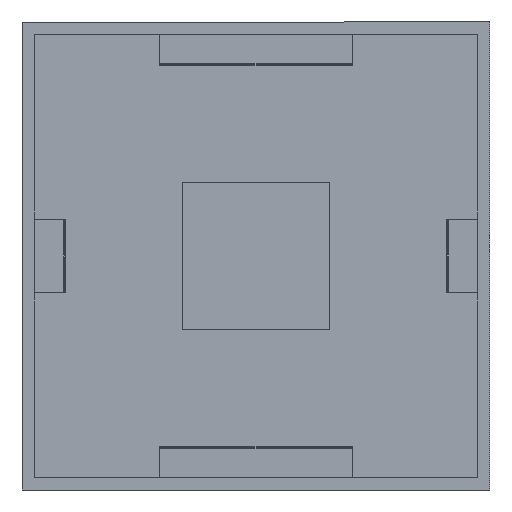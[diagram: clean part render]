
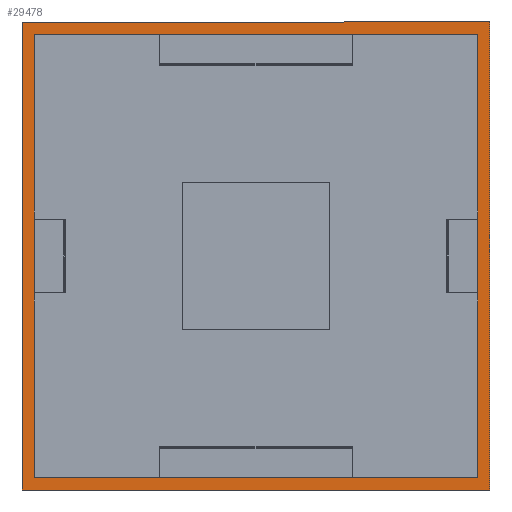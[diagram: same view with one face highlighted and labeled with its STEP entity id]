
A CAD part, front view. The second image highlights one B-rep face of the part: STEP entity #29478.
In plain terms, the highlighted planar face has unit normal (0, -1, 0).
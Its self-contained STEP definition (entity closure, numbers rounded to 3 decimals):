
#77 = VECTOR ( 'NONE', #34258, 1000. ) ;
#306 = CARTESIAN_POINT ( 'NONE',  ( 316.5, 1213., 316.5 ) ) ;
#664 = VECTOR ( 'NONE', #726, 1000. ) ;
#678 = DIRECTION ( 'NONE',  ( 0., 0., -1. ) ) ;
#726 = DIRECTION ( 'NONE',  ( 1., 0., 0. ) ) ;
#1519 = CARTESIAN_POINT ( 'NONE',  ( -269.834, 1213., -267.834 ) ) ;
#1845 = AXIS2_PLACEMENT_3D ( 'NONE', #21467, #34645, #7717 ) ;
#2295 = CARTESIAN_POINT ( 'NONE',  ( 269.834, 1213., 267.834 ) ) ;
#2368 = LINE ( 'NONE', #34061, #19161 ) ;
#2690 = VECTOR ( 'NONE', #15566, 1000. ) ;
#2707 = FACE_OUTER_BOUND ( 'NONE', #33399, .T. ) ;
#4117 = VERTEX_POINT ( 'NONE', #23442 ) ;
#5041 = EDGE_CURVE ( 'NONE', #10634, #20370, #32367, .T. ) ;
#5457 = EDGE_CURVE ( 'NONE', #28995, #13008, #30067, .T. ) ;
#5465 = CARTESIAN_POINT ( 'NONE',  ( 316.5, 1213., 316.5 ) ) ;
#5571 = EDGE_CURVE ( 'NONE', #20370, #14707, #28189, .T. ) ;
#6229 = EDGE_CURVE ( 'NONE', #14707, #4117, #2368, .T. ) ;
#6810 = EDGE_CURVE ( 'NONE', #4117, #10634, #30208, .T. ) ;
#7717 = DIRECTION ( 'NONE',  ( -1., 0., 0. ) ) ;
#9216 = CARTESIAN_POINT ( 'NONE',  ( -269.834, 1213., 316.5 ) ) ;
#9543 = DIRECTION ( 'NONE',  ( 0., 0., -1. ) ) ;
#10132 = PLANE ( 'NONE',  #1845 ) ;
#10634 = VERTEX_POINT ( 'NONE', #29702 ) ;
#11337 = ORIENTED_EDGE ( 'NONE', *, *, #5041, .F. ) ;
#11435 = ORIENTED_EDGE ( 'NONE', *, *, #24461, .F. ) ;
#12535 = CARTESIAN_POINT ( 'NONE',  ( -316.5, 1213., 267.834 ) ) ;
#12774 = CARTESIAN_POINT ( 'NONE',  ( 316.5, 1213., -316.5 ) ) ;
#12856 = DIRECTION ( 'NONE',  ( 1., 0., 0. ) ) ;
#13008 = VERTEX_POINT ( 'NONE', #2295 ) ;
#13148 = ORIENTED_EDGE ( 'NONE', *, *, #26339, .F. ) ;
#13172 = VERTEX_POINT ( 'NONE', #1519 ) ;
#13558 = ORIENTED_EDGE ( 'NONE', *, *, #6810, .F. ) ;
#14689 = ORIENTED_EDGE ( 'NONE', *, *, #5571, .F. ) ;
#14707 = VERTEX_POINT ( 'NONE', #306 ) ;
#14760 = VECTOR ( 'NONE', #17104, 1000. ) ;
#15015 = LINE ( 'NONE', #9216, #15438 ) ;
#15438 = VECTOR ( 'NONE', #678, 1000. ) ;
#15566 = DIRECTION ( 'NONE',  ( -1., 0., 0. ) ) ;
#16046 = FACE_BOUND ( 'NONE', #32662, .T. ) ;
#17104 = DIRECTION ( 'NONE',  ( 0., 0., 1. ) ) ;
#18614 = DIRECTION ( 'NONE',  ( 0., 0., 1. ) ) ;
#19161 = VECTOR ( 'NONE', #9543, 1000. ) ;
#19224 = ORIENTED_EDGE ( 'NONE', *, *, #23628, .F. ) ;
#19878 = CARTESIAN_POINT ( 'NONE',  ( 269.834, 1213., -267.834 ) ) ;
#20370 = VERTEX_POINT ( 'NONE', #33043 ) ;
#20572 = ORIENTED_EDGE ( 'NONE', *, *, #6229, .F. ) ;
#21467 = CARTESIAN_POINT ( 'NONE',  ( -316.5, 1213., 316.5 ) ) ;
#23442 = CARTESIAN_POINT ( 'NONE',  ( 316.5, 1213., -316.5 ) ) ;
#23628 = EDGE_CURVE ( 'NONE', #13172, #28995, #26403, .T. ) ;
#24461 = EDGE_CURVE ( 'NONE', #13008, #29964, #26374, .T. ) ;
#25651 = VECTOR ( 'NONE', #18614, 1000. ) ;
#25986 = ORIENTED_EDGE ( 'NONE', *, *, #5457, .F. ) ;
#26339 = EDGE_CURVE ( 'NONE', #29964, #13172, #15015, .T. ) ;
#26374 = LINE ( 'NONE', #12535, #2690 ) ;
#26403 = LINE ( 'NONE', #32297, #29842 ) ;
#26728 = CARTESIAN_POINT ( 'NONE',  ( 269.834, 1213., 316.5 ) ) ;
#28189 = LINE ( 'NONE', #5465, #664 ) ;
#28995 = VERTEX_POINT ( 'NONE', #19878 ) ;
#29478 = ADVANCED_FACE ( 'NONE', ( #16046, #2707 ), #10132, .T. ) ;
#29702 = CARTESIAN_POINT ( 'NONE',  ( -316.5, 1213., -316.5 ) ) ;
#29842 = VECTOR ( 'NONE', #12856, 1000. ) ;
#29964 = VERTEX_POINT ( 'NONE', #32241 ) ;
#30067 = LINE ( 'NONE', #26728, #25651 ) ;
#30208 = LINE ( 'NONE', #12774, #77 ) ;
#30499 = CARTESIAN_POINT ( 'NONE',  ( -316.5, 1213., 316.5 ) ) ;
#32241 = CARTESIAN_POINT ( 'NONE',  ( -269.834, 1213., 267.834 ) ) ;
#32297 = CARTESIAN_POINT ( 'NONE',  ( -316.5, 1213., -267.834 ) ) ;
#32367 = LINE ( 'NONE', #30499, #14760 ) ;
#32662 = EDGE_LOOP ( 'NONE', ( #13148, #11435, #25986, #19224 ) ) ;
#33043 = CARTESIAN_POINT ( 'NONE',  ( -316.5, 1213., 316.5 ) ) ;
#33399 = EDGE_LOOP ( 'NONE', ( #14689, #11337, #13558, #20572 ) ) ;
#34061 = CARTESIAN_POINT ( 'NONE',  ( 316.5, 1213., 316.5 ) ) ;
#34258 = DIRECTION ( 'NONE',  ( -1., 0., 0. ) ) ;
#34645 = DIRECTION ( 'NONE',  ( 0., -1., 0. ) ) ;
